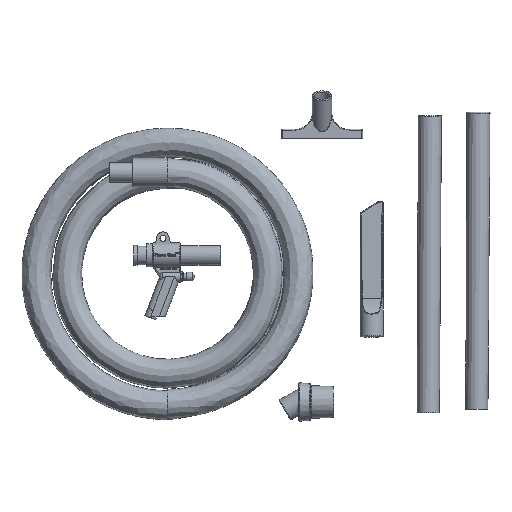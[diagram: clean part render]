
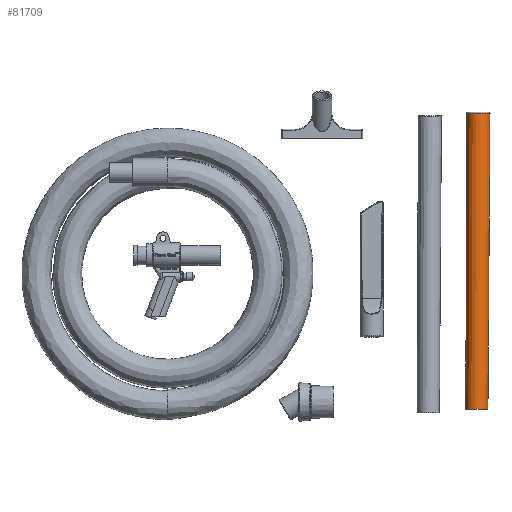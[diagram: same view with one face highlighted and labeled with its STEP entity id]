
A CAD part, top view. The second image highlights one B-rep face of the part: STEP entity #81709.
In plain terms, the highlighted conical face has half-angle 0.093 degrees and reference radius 18.653 mm.
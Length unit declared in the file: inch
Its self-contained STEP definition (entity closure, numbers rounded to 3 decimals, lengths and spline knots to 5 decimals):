
#81678=CARTESIAN_POINT('',(-9.57492,0.74992,0.));
#81679=VERTEX_POINT('',#81678);
#81680=CARTESIAN_POINT('',(-9.57492,0.0,0.));
#81681=DIRECTION('',(-1.0,0.0,0.0));
#81682=DIRECTION('',(0.0,-1.0,0.0));
#81683=AXIS2_PLACEMENT_3D('',#81680,#81681,#81682);
#81684=CIRCLE('',#81683,0.74992);
#81685=EDGE_CURVE('',#81679,#81679,#81684,.T.);
#81690=CARTESIAN_POINT('',(0.0,0.0,0.0));
#81691=DIRECTION('',(-1.0,0.0,0.0));
#81692=DIRECTION('',(0.0,1.0,0.0));
#81693=AXIS2_PLACEMENT_3D('',#81690,#81691,#81692);
#81694=CONICAL_SURFACE('',#81693,0.73438,0.093);
#81695=CARTESIAN_POINT('',(9.625,0.71875,0.0));
#81696=VERTEX_POINT('',#81695);
#81697=CARTESIAN_POINT('',(9.625,0.0,0.0));
#81698=DIRECTION('',(1.0,0.0,0.0));
#81699=DIRECTION('',(0.0,1.0,0.0));
#81700=AXIS2_PLACEMENT_3D('',#81697,#81698,#81699);
#81701=CIRCLE('',#81700,0.71875);
#81702=EDGE_CURVE('',#81696,#81696,#81701,.T.);
#81703=ORIENTED_EDGE('',*,*,#81702,.F.);
#81704=EDGE_LOOP('',(#81703));
#81705=FACE_OUTER_BOUND('',#81704,.T.);
#81706=ORIENTED_EDGE('',*,*,#81685,.F.);
#81707=EDGE_LOOP('',(#81706));
#81708=FACE_BOUND('',#81707,.T.);
#81709=ADVANCED_FACE('',(#81705,#81708),#81694,.T.);
